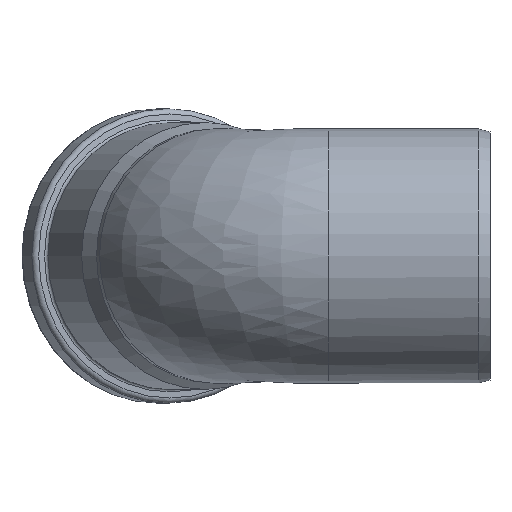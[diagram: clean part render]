
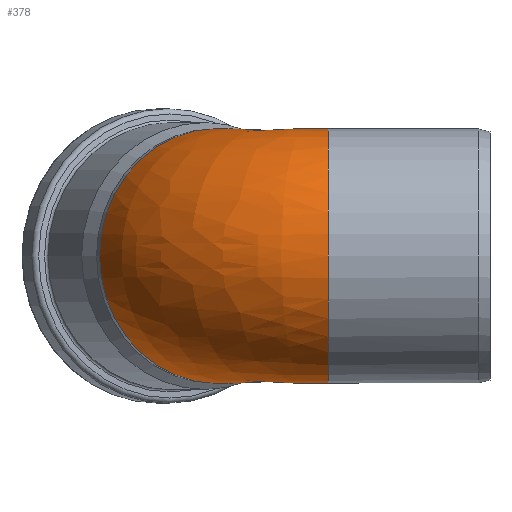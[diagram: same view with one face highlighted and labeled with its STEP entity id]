
A CAD part, left-side view. The second image highlights one B-rep face of the part: STEP entity #378.
In plain terms, the highlighted free-form (B-spline) face has degree [2, 2] with [9, 3] control points.
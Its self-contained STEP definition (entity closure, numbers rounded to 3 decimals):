
#40=(
BOUNDED_SURFACE()
B_SPLINE_SURFACE(2,2,((#685,#686,#687),(#688,#689,#690),(#691,#692,#693),
(#694,#695,#696),(#697,#698,#699),(#700,#701,#702),(#703,#704,#705),(#706,
#707,#708),(#709,#710,#711)),.UNSPECIFIED.,.F.,.F.,.F.)
B_SPLINE_SURFACE_WITH_KNOTS((3,2,2,2,3),(3,3),(-2.756,-1.378,
0.,1.378,2.756),(0.,
1.178),.UNSPECIFIED.)
GEOMETRIC_REPRESENTATION_ITEM()
RATIONAL_B_SPLINE_SURFACE(((1.,0.831,1.),(0.772,
0.642,0.772),(1.,0.831,1.),(0.772,
0.642,0.772),(1.,0.831,1.),(0.772,
0.642,0.772),(1.,0.831,1.),(0.772,
0.642,0.772),(1.,0.831,1.)))
REPRESENTATION_ITEM('')
SURFACE()
);
#45=B_SPLINE_CURVE_WITH_KNOTS('',3,(#655,#656,#657,#658,#659,#660,#661,
#662,#663,#664,#665,#666,#667),.UNSPECIFIED.,.F.,.F.,(4,3,3,3,4),(0.,
0.035,0.054,0.069,0.108),
 .UNSPECIFIED.);
#46=B_SPLINE_CURVE_WITH_KNOTS('',3,(#671,#672,#673,#674,#675,#676,#677,
#678,#679,#680,#681,#682,#683),.UNSPECIFIED.,.F.,.F.,(4,3,3,3,4),(0.,
0.035,0.054,0.069,0.108),
 .UNSPECIFIED.);
#82=FACE_OUTER_BOUND('',#118,.T.);
#118=EDGE_LOOP('',(#297,#298,#299,#300));
#184=CIRCLE('',#418,45.1);
#185=CIRCLE('',#419,45.1);
#218=VERTEX_POINT('',#653);
#219=VERTEX_POINT('',#654);
#220=VERTEX_POINT('',#668);
#221=VERTEX_POINT('',#670);
#254=EDGE_CURVE('',#218,#219,#45,.T.);
#256=EDGE_CURVE('',#221,#220,#46,.T.);
#258=EDGE_CURVE('',#220,#218,#184,.T.);
#259=EDGE_CURVE('',#221,#219,#185,.T.);
#297=ORIENTED_EDGE('',*,*,#256,.T.);
#298=ORIENTED_EDGE('',*,*,#258,.T.);
#299=ORIENTED_EDGE('',*,*,#254,.T.);
#300=ORIENTED_EDGE('',*,*,#259,.F.);
#378=ADVANCED_FACE('',(#82),#40,.F.);
#418=AXIS2_PLACEMENT_3D('',#712,#494,#495);
#419=AXIS2_PLACEMENT_3D('',#713,#496,#497);
#494=DIRECTION('center_axis',(0.,1.,0.));
#495=DIRECTION('ref_axis',(1.,0.,0.));
#496=DIRECTION('center_axis',(0.924,0.383,0.));
#497=DIRECTION('ref_axis',(0.383,-0.924,0.));
#653=CARTESIAN_POINT('',(41.774,57.469,16.999));
#654=CARTESIAN_POINT('',(42.346,58.325,16.999));
#655=CARTESIAN_POINT('Ctrl Pts',(41.774,57.469,16.999));
#656=CARTESIAN_POINT('Ctrl Pts',(41.779,57.585,16.986));
#657=CARTESIAN_POINT('Ctrl Pts',(41.805,57.699,16.976));
#658=CARTESIAN_POINT('Ctrl Pts',(41.85,57.807,16.971));
#659=CARTESIAN_POINT('Ctrl Pts',(41.875,57.866,16.969));
#660=CARTESIAN_POINT('Ctrl Pts',(41.905,57.923,16.967));
#661=CARTESIAN_POINT('Ctrl Pts',(41.941,57.976,16.967));
#662=CARTESIAN_POINT('Ctrl Pts',(41.969,58.018,16.967));
#663=CARTESIAN_POINT('Ctrl Pts',(42.,58.058,16.968));
#664=CARTESIAN_POINT('Ctrl Pts',(42.034,58.095,16.97));
#665=CARTESIAN_POINT('Ctrl Pts',(42.123,58.191,16.974));
#666=CARTESIAN_POINT('Ctrl Pts',(42.228,58.269,16.984));
#667=CARTESIAN_POINT('Ctrl Pts',(42.346,58.325,16.999));
#668=CARTESIAN_POINT('',(41.774,57.469,-16.999));
#670=CARTESIAN_POINT('',(42.346,58.325,-16.999));
#671=CARTESIAN_POINT('Ctrl Pts',(42.346,58.325,-16.999));
#672=CARTESIAN_POINT('Ctrl Pts',(42.24,58.275,-16.986));
#673=CARTESIAN_POINT('Ctrl Pts',(42.144,58.207,-16.976));
#674=CARTESIAN_POINT('Ctrl Pts',(42.062,58.124,-16.971));
#675=CARTESIAN_POINT('Ctrl Pts',(42.017,58.079,-16.969));
#676=CARTESIAN_POINT('Ctrl Pts',(41.976,58.029,-16.967));
#677=CARTESIAN_POINT('Ctrl Pts',(41.941,57.976,-16.967));
#678=CARTESIAN_POINT('Ctrl Pts',(41.913,57.934,-16.967));
#679=CARTESIAN_POINT('Ctrl Pts',(41.888,57.89,-16.968));
#680=CARTESIAN_POINT('Ctrl Pts',(41.866,57.844,-16.97));
#681=CARTESIAN_POINT('Ctrl Pts',(41.811,57.726,-16.974));
#682=CARTESIAN_POINT('Ctrl Pts',(41.78,57.598,-16.984));
#683=CARTESIAN_POINT('Ctrl Pts',(41.774,57.469,-16.999));
#685=CARTESIAN_POINT('Ctrl Pts',(41.787,57.469,16.966));
#686=CARTESIAN_POINT('Ctrl Pts',(41.787,58.079,16.966));
#687=CARTESIAN_POINT('Ctrl Pts',(42.351,58.312,16.966));
#688=CARTESIAN_POINT('Ctrl Pts',(27.814,57.469,51.383));
#689=CARTESIAN_POINT('Ctrl Pts',(27.814,67.415,51.383));
#690=CARTESIAN_POINT('Ctrl Pts',(37.003,71.222,51.383));
#691=CARTESIAN_POINT('Ctrl Pts',(-8.643,57.469,44.264));
#692=CARTESIAN_POINT('Ctrl Pts',(-8.643,91.775,44.264));
#693=CARTESIAN_POINT('Ctrl Pts',(23.052,104.904,44.264));
#694=CARTESIAN_POINT('Ctrl Pts',(-45.1,57.469,37.145));
#695=CARTESIAN_POINT('Ctrl Pts',(-45.1,116.135,37.145));
#696=CARTESIAN_POINT('Ctrl Pts',(9.1,138.585,37.145));
#697=CARTESIAN_POINT('Ctrl Pts',(-45.1,57.469,0.));
#698=CARTESIAN_POINT('Ctrl Pts',(-45.1,116.135,0.));
#699=CARTESIAN_POINT('Ctrl Pts',(9.1,138.585,0.));
#700=CARTESIAN_POINT('Ctrl Pts',(-45.1,57.469,-37.145));
#701=CARTESIAN_POINT('Ctrl Pts',(-45.1,116.135,-37.145));
#702=CARTESIAN_POINT('Ctrl Pts',(9.1,138.585,-37.145));
#703=CARTESIAN_POINT('Ctrl Pts',(-8.643,57.469,-44.264));
#704=CARTESIAN_POINT('Ctrl Pts',(-8.643,91.775,-44.264));
#705=CARTESIAN_POINT('Ctrl Pts',(23.052,104.904,-44.264));
#706=CARTESIAN_POINT('Ctrl Pts',(27.814,57.469,-51.383));
#707=CARTESIAN_POINT('Ctrl Pts',(27.814,67.415,-51.383));
#708=CARTESIAN_POINT('Ctrl Pts',(37.003,71.222,-51.383));
#709=CARTESIAN_POINT('Ctrl Pts',(41.787,57.469,-16.966));
#710=CARTESIAN_POINT('Ctrl Pts',(41.787,58.079,-16.966));
#711=CARTESIAN_POINT('Ctrl Pts',(42.351,58.312,-16.966));
#712=CARTESIAN_POINT('Origin',(0.,57.469,0.));
#713=CARTESIAN_POINT('Origin',(26.359,96.918,0.));
